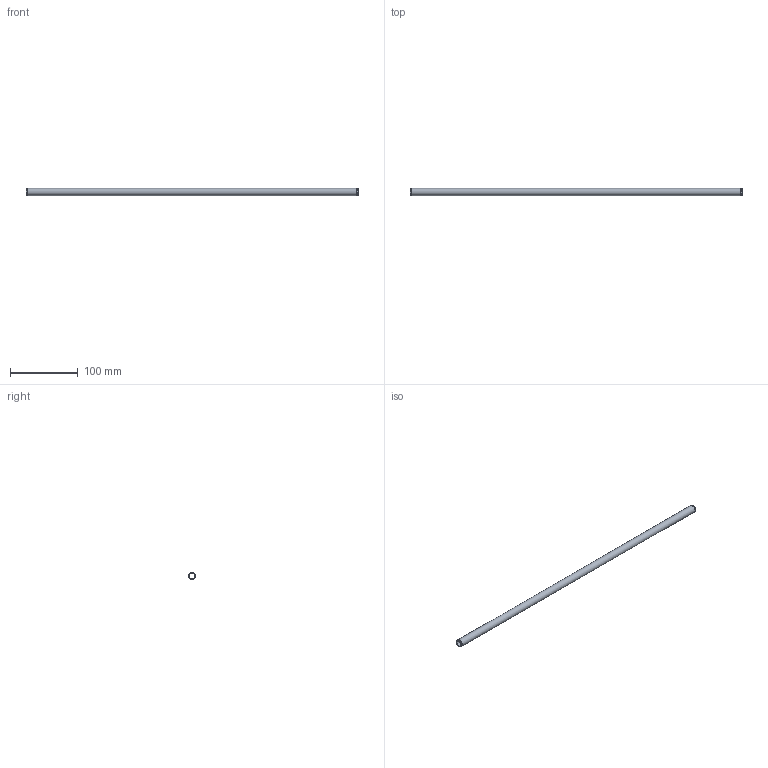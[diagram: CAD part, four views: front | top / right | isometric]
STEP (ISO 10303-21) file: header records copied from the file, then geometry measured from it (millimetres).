
FILE_DESCRIPTION(/* description */ ('ROHR'),/* implementation_level */ '2;1');
FILE_NAME(/* name */ 'TR 500-11.stp',/* time_stamp */ '2025-04-28T07:30:52+02:00',/* author */ ('ertl'),/* organization */ (''),/* preprocessor_version */ 'ST-DEVELOPER v20',/* originating_system */ 'Autodesk Inventor 2025',/* authorisation */ '');
FILE_SCHEMA (('AUTOMOTIVE_DESIGN { 1 0 10303 214 3 1 1 }'));
Length unit declared in the file: millimetre
Products named in the file (2): TR 500-11; TR 492-11-F
Assembly tree (1 placements, depth 2):
  TR 500-11
    TR 492-11-F
Bounding box: 491.4 x 11 x 11 mm (x, y, z)
Volume: 21973.6 mm3; surface area: 29385.9 mm2
Topology: 1 solids, 1 shells, 10 faces, 22 edges, 14 vertices
Faces by surface type: cone 4, torus 2, plane 2, cylinder 2
Full cylindrical faces by diameter (mm): 8 x1, 11 x1
Entity records: 359 total; most frequent: DIRECTION 64, CARTESIAN_POINT 49, ORIENTED_EDGE 44, AXIS2_PLACEMENT_3D 29, EDGE_CURVE 22, CIRCLE 16, VERTEX_POINT 14, EDGE_LOOP 12
